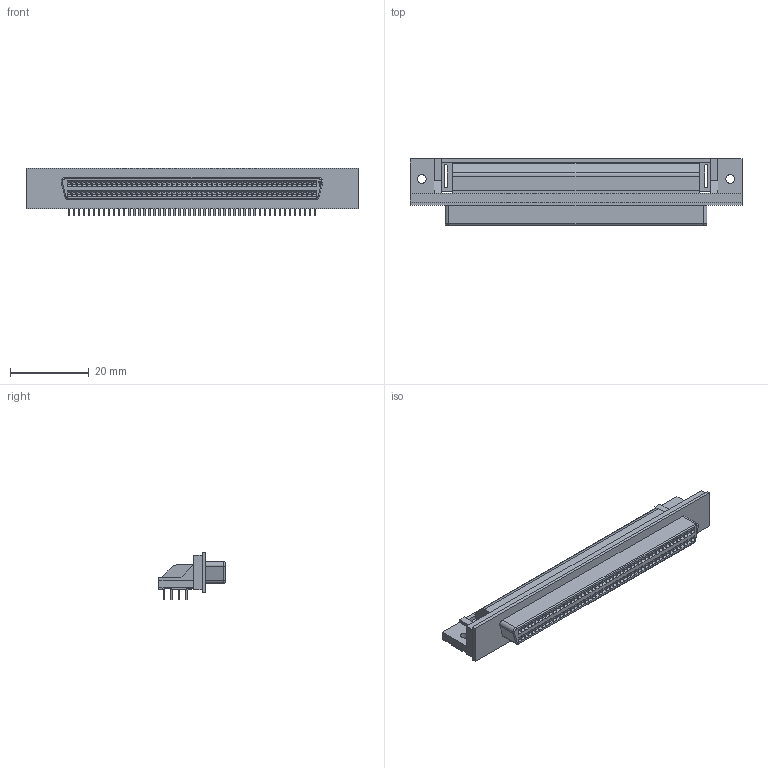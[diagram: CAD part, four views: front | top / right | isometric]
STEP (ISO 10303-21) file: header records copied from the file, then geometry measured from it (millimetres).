
FILE_DESCRIPTION(/* description */ (''),/* implementation_level */ '2;1');
FILE_NAME(/* name */ 'TYCO_5787169-9.stp',/* time_stamp */ '2015-04-20T10:17:25+02:00',/* author */ ('admchouv'),/* organization */ ('Tyco Electronics Corporation'),/* preprocessor_version */ 'ST-DEVELOPER v15.5',/* originating_system */ 'AutoCAD Mechanical',/* authorisation */ '');
FILE_SCHEMA (('AUTOMOTIVE_DESIGN { 1 0 10303 214 3 1 1 }'));
Length unit declared in the file: millimetre
Products named in the file (1): Product
Bounding box: 84.2 x 16.76 x 12.04 mm (x, y, z)
Volume: 7202.8 mm3; surface area: 12025.8 mm2
Topology: 119 solids, 119 shells, 1192 faces, 2942 edges, 1890 vertices
Faces by surface type: plane 1158, cylinder 30, torus 4
Full cylindrical faces by diameter (mm): 2.184 x4, 2.845 x2
Entity records: 34530 total; most frequent: CARTESIAN_POINT 6007, ORIENTED_EDGE 5860, DIRECTION 5376, EDGE_CURVE 2930, LINE 2870, VECTOR 2870, VERTEX_POINT 1884, EDGE_LOOP 1316
